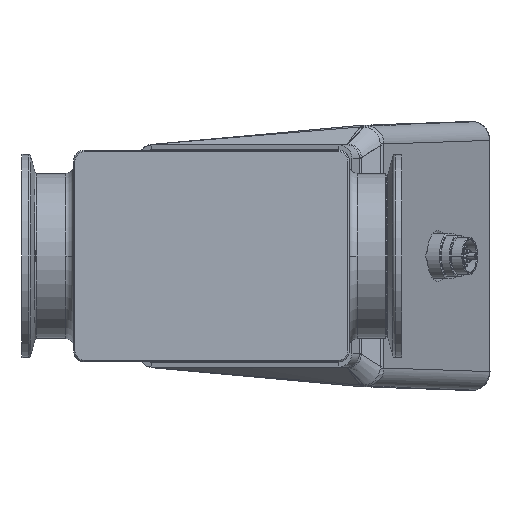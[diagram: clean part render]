
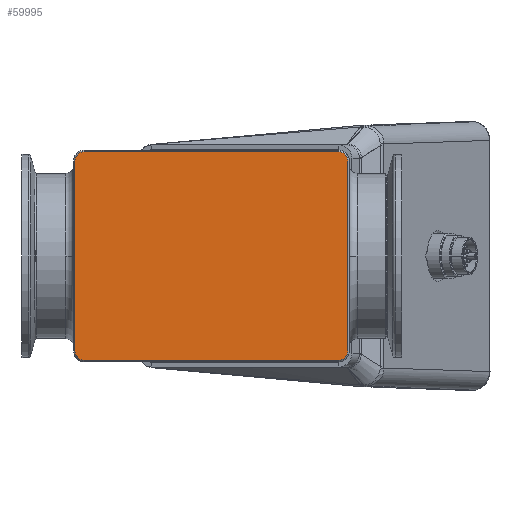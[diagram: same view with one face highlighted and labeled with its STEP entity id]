
A CAD part, front view. The second image highlights one B-rep face of the part: STEP entity #59995.
In plain terms, the highlighted planar face has unit normal (0, -1, 0).
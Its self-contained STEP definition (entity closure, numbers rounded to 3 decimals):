
#149 = CARTESIAN_POINT ( 'NONE',  ( -51., -37.5, 38.5 ) ) ;
#174 = VERTEX_POINT ( 'NONE', #11776 ) ;
#487 = CARTESIAN_POINT ( 'NONE',  ( -47., -37.5, -38.5 ) ) ;
#514 = ORIENTED_EDGE ( 'NONE', *, *, #82181, .T. ) ;
#1055 = ORIENTED_EDGE ( 'NONE', *, *, #42646, .T. ) ;
#3095 = LINE ( 'NONE', #64200, #65467 ) ;
#5704 = AXIS2_PLACEMENT_3D ( 'NONE', #29943, #91600, #30434 ) ;
#7962 = EDGE_CURVE ( 'NONE', #174, #83925, #70724, .T. ) ;
#8108 = DIRECTION ( 'NONE',  ( 0., 0., -1. ) ) ;
#8160 = LINE ( 'NONE', #149, #12378 ) ;
#11776 = CARTESIAN_POINT ( 'NONE',  ( -50.5, -37.5, 35. ) ) ;
#12139 = VERTEX_POINT ( 'NONE', #19018 ) ;
#12378 = VECTOR ( 'NONE', #85833, 1000. ) ;
#12719 = DIRECTION ( 'NONE',  ( 0., 0., 1. ) ) ;
#15341 = CARTESIAN_POINT ( 'NONE',  ( 50.211, -37.5, 39. ) ) ;
#16233 = DIRECTION ( 'NONE',  ( 0., 1., 0. ) ) ;
#18941 = VERTEX_POINT ( 'NONE', #42033 ) ;
#19018 = CARTESIAN_POINT ( 'NONE',  ( 50.211, -37.5, 35. ) ) ;
#20005 = DIRECTION ( 'NONE',  ( 0., -1., 0. ) ) ;
#20952 = ORIENTED_EDGE ( 'NONE', *, *, #7962, .T. ) ;
#21240 = CIRCLE ( 'NONE', #45169, 3.5 ) ;
#23532 = CARTESIAN_POINT ( 'NONE',  ( -47., -37.5, -35. ) ) ;
#23734 = PLANE ( 'NONE',  #78671 ) ;
#24107 = EDGE_CURVE ( 'NONE', #26269, #18941, #3095, .T. ) ;
#26269 = VERTEX_POINT ( 'NONE', #487 ) ;
#26756 = DIRECTION ( 'NONE',  ( 0., -1., 0. ) ) ;
#29221 = EDGE_CURVE ( 'NONE', #12139, #86526, #67912, .T. ) ;
#29943 = CARTESIAN_POINT ( 'NONE',  ( 46.711, -37.5, -35. ) ) ;
#30434 = DIRECTION ( 'NONE',  ( 0., 0., 1. ) ) ;
#36733 = CIRCLE ( 'NONE', #62325, 3.5 ) ;
#37744 = VECTOR ( 'NONE', #8108, 1000. ) ;
#42033 = CARTESIAN_POINT ( 'NONE',  ( 46.711, -37.5, -38.5 ) ) ;
#42646 = EDGE_CURVE ( 'NONE', #84294, #12139, #68429, .T. ) ;
#44424 = VERTEX_POINT ( 'NONE', #73096 ) ;
#45169 = AXIS2_PLACEMENT_3D ( 'NONE', #87908, #26756, #12719 ) ;
#46156 = CARTESIAN_POINT ( 'NONE',  ( -50.5, -37.5, 39. ) ) ;
#46238 = FACE_OUTER_BOUND ( 'NONE', #87104, .T. ) ;
#47234 = ORIENTED_EDGE ( 'NONE', *, *, #29221, .T. ) ;
#50209 = EDGE_CURVE ( 'NONE', #18941, #84294, #66484, .T. ) ;
#50516 = DIRECTION ( 'NONE',  ( 0., 0., 1. ) ) ;
#52782 = DIRECTION ( 'NONE',  ( 0., 0., 1. ) ) ;
#53540 = AXIS2_PLACEMENT_3D ( 'NONE', #88659, #20005, #50516 ) ;
#53892 = DIRECTION ( 'NONE',  ( 0., 0., 1. ) ) ;
#59995 = ADVANCED_FACE ( 'NONE', ( #46238 ), #23734, .F. ) ;
#62325 = AXIS2_PLACEMENT_3D ( 'NONE', #23532, #77613, #86652 ) ;
#62656 = EDGE_CURVE ( 'NONE', #83925, #26269, #36733, .T. ) ;
#64200 = CARTESIAN_POINT ( 'NONE',  ( 46.711, -37.5, -38.5 ) ) ;
#65467 = VECTOR ( 'NONE', #94822, 1000. ) ;
#66484 = CIRCLE ( 'NONE', #5704, 3.5 ) ;
#67912 = CIRCLE ( 'NONE', #53540, 3.5 ) ;
#68429 = LINE ( 'NONE', #15341, #71268 ) ;
#70724 = LINE ( 'NONE', #46156, #37744 ) ;
#71112 = CARTESIAN_POINT ( 'NONE',  ( -50.5, -37.5, -35. ) ) ;
#71268 = VECTOR ( 'NONE', #53892, 1000. ) ;
#71721 = ORIENTED_EDGE ( 'NONE', *, *, #62656, .T. ) ;
#71846 = EDGE_CURVE ( 'NONE', #44424, #174, #21240, .T. ) ;
#73096 = CARTESIAN_POINT ( 'NONE',  ( -47., -37.5, 38.5 ) ) ;
#77613 = DIRECTION ( 'NONE',  ( 0., -1., 0. ) ) ;
#78671 = AXIS2_PLACEMENT_3D ( 'NONE', #92901, #16233, #52782 ) ;
#79324 = ORIENTED_EDGE ( 'NONE', *, *, #24107, .T. ) ;
#81355 = CARTESIAN_POINT ( 'NONE',  ( 50.211, -37.5, -35. ) ) ;
#82181 = EDGE_CURVE ( 'NONE', #86526, #44424, #8160, .T. ) ;
#82492 = ORIENTED_EDGE ( 'NONE', *, *, #71846, .T. ) ;
#83925 = VERTEX_POINT ( 'NONE', #71112 ) ;
#84294 = VERTEX_POINT ( 'NONE', #81355 ) ;
#85833 = DIRECTION ( 'NONE',  ( -1., 0., 0. ) ) ;
#86526 = VERTEX_POINT ( 'NONE', #94929 ) ;
#86652 = DIRECTION ( 'NONE',  ( 0., 0., 1. ) ) ;
#87104 = EDGE_LOOP ( 'NONE', ( #79324, #88924, #1055, #47234, #514, #82492, #20952, #71721 ) ) ;
#87908 = CARTESIAN_POINT ( 'NONE',  ( -47., -37.5, 35. ) ) ;
#88659 = CARTESIAN_POINT ( 'NONE',  ( 46.711, -37.5, 35. ) ) ;
#88924 = ORIENTED_EDGE ( 'NONE', *, *, #50209, .T. ) ;
#91600 = DIRECTION ( 'NONE',  ( 0., -1., 0. ) ) ;
#92901 = CARTESIAN_POINT ( 'NONE',  ( -51., -37.5, 39. ) ) ;
#94822 = DIRECTION ( 'NONE',  ( 1., 0., 0. ) ) ;
#94929 = CARTESIAN_POINT ( 'NONE',  ( 46.711, -37.5, 38.5 ) ) ;
